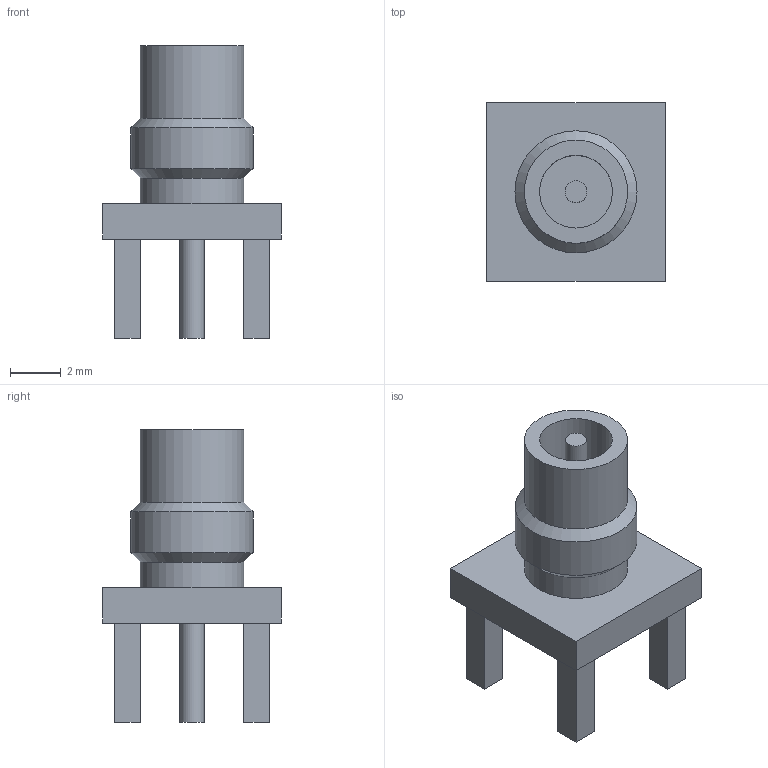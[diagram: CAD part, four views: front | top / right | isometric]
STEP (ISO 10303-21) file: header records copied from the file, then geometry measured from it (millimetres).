
FILE_DESCRIPTION(('FreeCAD Model'),'2;1');
FILE_NAME('Open CASCADE Shape Model','2021-07-08T16:27:38',( 'kicad StepUp'),('ksu MCAD'),'Open CASCADE STEP processor 7.4', 'FreeCAD','Unknown');
FILE_SCHEMA(('AUTOMOTIVE_DESIGN { 1 0 10303 214 1 1 1 1 }'));
Length unit declared in the file: millimetre
Products named in the file (1): Groove
Bounding box: 7 x 7 x 11.5 mm (x, y, z)
Volume: 141.8 mm3; surface area: 373 mm2
Topology: 1 solids, 1 shells, 38 faces, 80 edges, 52 vertices
Faces by surface type: plane 30, cylinder 6, cone 2
Full cylindrical faces by diameter (mm): 0.86 x1, 0.96 x1, 2.86 x1, 4.06 x2, 4.8 x1
Entity records: 1026 total; most frequent: CARTESIAN_POINT 171, DIRECTION 170, ORIENTED_EDGE 160, EDGE_CURVE 80, LINE 68, VECTOR 68, VERTEX_POINT 52, AXIS2_PLACEMENT_3D 51
